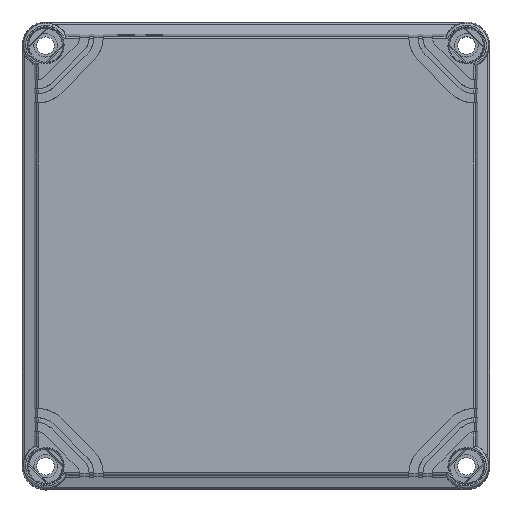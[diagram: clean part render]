
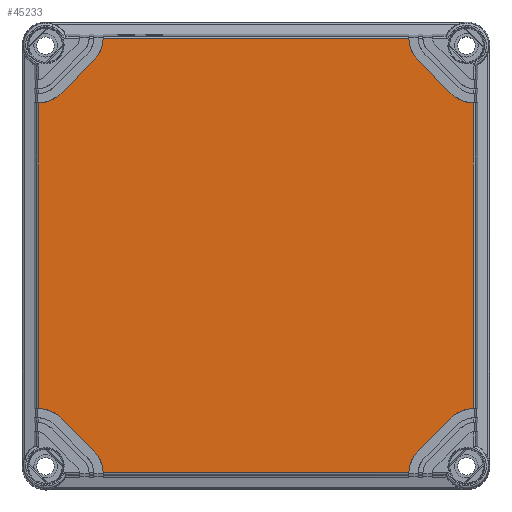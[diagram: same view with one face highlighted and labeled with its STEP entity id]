
A CAD part, top view. The second image highlights one B-rep face of the part: STEP entity #45233.
In plain terms, the highlighted planar face has unit normal (0, 0, 1).
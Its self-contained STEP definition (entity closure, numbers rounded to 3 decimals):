
#41770=AXIS2_PLACEMENT_3D('Circle Axis2P3D',#41768,#41769,$) ;
#42313=AXIS2_PLACEMENT_3D('Circle Axis2P3D',#42311,#42312,$) ;
#42673=AXIS2_PLACEMENT_3D('Circle Axis2P3D',#42671,#42672,$) ;
#42822=AXIS2_PLACEMENT_3D('Circle Axis2P3D',#42820,#42821,$) ;
#45011=AXIS2_PLACEMENT_3D('Circle Axis2P3D',#45009,#45010,$) ;
#45064=AXIS2_PLACEMENT_3D('Circle Axis2P3D',#45062,#45063,$) ;
#45170=AXIS2_PLACEMENT_3D('Plane Axis2P3D',#45167,#45168,#45169) ;
#45181=AXIS2_PLACEMENT_3D('Circle Axis2P3D',#45179,#45180,$) ;
#45195=AXIS2_PLACEMENT_3D('Circle Axis2P3D',#45193,#45194,$) ;
#41768=CARTESIAN_POINT('Axis2P3D Location',(20.654,6.7,132.)) ;
#41772=CARTESIAN_POINT('Vertex',(34.647,7.149,132.)) ;
#41774=CARTESIAN_POINT('Vertex',(30.553,16.599,132.)) ;
#41813=CARTESIAN_POINT('Vertex',(165.353,7.149,132.)) ;
#41816=CARTESIAN_POINT('Line Origine',(17.867,7.149,132.)) ;
#42308=CARTESIAN_POINT('Vertex',(169.447,16.599,132.)) ;
#42311=CARTESIAN_POINT('Axis2P3D Location',(179.346,6.7,132.)) ;
#42668=CARTESIAN_POINT('Vertex',(30.553,183.401,132.)) ;
#42671=CARTESIAN_POINT('Axis2P3D Location',(20.654,193.3,132.)) ;
#42675=CARTESIAN_POINT('Vertex',(34.647,192.851,132.)) ;
#42702=CARTESIAN_POINT('Vertex',(165.353,192.851,132.)) ;
#42705=CARTESIAN_POINT('Line Origine',(182.133,192.851,132.)) ;
#42820=CARTESIAN_POINT('Axis2P3D Location',(179.346,193.3,132.)) ;
#42824=CARTESIAN_POINT('Vertex',(169.447,183.401,132.)) ;
#45006=CARTESIAN_POINT('Vertex',(16.599,30.553,132.)) ;
#45009=CARTESIAN_POINT('Axis2P3D Location',(6.7,20.654,132.)) ;
#45013=CARTESIAN_POINT('Vertex',(7.149,34.647,132.)) ;
#45040=CARTESIAN_POINT('Vertex',(7.149,165.353,132.)) ;
#45043=CARTESIAN_POINT('Line Origine',(7.149,182.133,132.)) ;
#45062=CARTESIAN_POINT('Axis2P3D Location',(6.7,179.346,132.)) ;
#45066=CARTESIAN_POINT('Vertex',(16.599,169.447,132.)) ;
#45167=CARTESIAN_POINT('Axis2P3D Location',(100.,100.,132.)) ;
#45172=CARTESIAN_POINT('Line Origine',(176.424,23.576,132.)) ;
#45176=CARTESIAN_POINT('Vertex',(183.401,30.553,132.)) ;
#45179=CARTESIAN_POINT('Axis2P3D Location',(193.3,20.654,132.)) ;
#45183=CARTESIAN_POINT('Vertex',(192.851,34.647,132.)) ;
#45186=CARTESIAN_POINT('Line Origine',(192.851,100.,132.)) ;
#45190=CARTESIAN_POINT('Vertex',(192.851,165.353,132.)) ;
#45193=CARTESIAN_POINT('Axis2P3D Location',(193.3,179.346,132.)) ;
#45197=CARTESIAN_POINT('Vertex',(183.401,169.447,132.)) ;
#45200=CARTESIAN_POINT('Line Origine',(176.424,176.424,132.)) ;
#45205=CARTESIAN_POINT('Line Origine',(23.576,176.424,132.)) ;
#45210=CARTESIAN_POINT('Line Origine',(23.576,23.576,132.)) ;
#41769=DIRECTION('Axis2P3D Direction',(0.,0.,1.)) ;
#41817=DIRECTION('Vector Direction',(1.,0.,0.)) ;
#42312=DIRECTION('Axis2P3D Direction',(0.,0.,1.)) ;
#42672=DIRECTION('Axis2P3D Direction',(0.,0.,1.)) ;
#42706=DIRECTION('Vector Direction',(-1.,0.,0.)) ;
#42821=DIRECTION('Axis2P3D Direction',(0.,0.,1.)) ;
#45010=DIRECTION('Axis2P3D Direction',(0.,0.,1.)) ;
#45044=DIRECTION('Vector Direction',(0.,-1.,0.)) ;
#45063=DIRECTION('Axis2P3D Direction',(0.,0.,1.)) ;
#45168=DIRECTION('Axis2P3D Direction',(0.,0.,1.)) ;
#45169=DIRECTION('Axis2P3D XDirection',(1.,0.,0.)) ;
#45173=DIRECTION('Vector Direction',(-0.707,-0.707,0.)) ;
#45180=DIRECTION('Axis2P3D Direction',(0.,0.,1.)) ;
#45187=DIRECTION('Vector Direction',(0.,1.,0.)) ;
#45194=DIRECTION('Axis2P3D Direction',(0.,0.,1.)) ;
#45201=DIRECTION('Vector Direction',(0.707,-0.707,0.)) ;
#45206=DIRECTION('Vector Direction',(0.707,0.707,0.)) ;
#45211=DIRECTION('Vector Direction',(-0.707,0.707,0.)) ;
#41818=VECTOR('Line Direction',#41817,1.) ;
#42707=VECTOR('Line Direction',#42706,1.) ;
#45045=VECTOR('Line Direction',#45044,1.) ;
#45174=VECTOR('Line Direction',#45173,1.) ;
#45188=VECTOR('Line Direction',#45187,1.) ;
#45202=VECTOR('Line Direction',#45201,1.) ;
#45207=VECTOR('Line Direction',#45206,1.) ;
#45212=VECTOR('Line Direction',#45211,1.) ;
#45216=ORIENTED_EDGE('',*,*,#42315,.F.) ;
#45217=ORIENTED_EDGE('',*,*,#45178,.F.) ;
#45218=ORIENTED_EDGE('',*,*,#45185,.F.) ;
#45219=ORIENTED_EDGE('',*,*,#45192,.T.) ;
#45220=ORIENTED_EDGE('',*,*,#45199,.F.) ;
#45221=ORIENTED_EDGE('',*,*,#45204,.F.) ;
#45222=ORIENTED_EDGE('',*,*,#42826,.F.) ;
#45223=ORIENTED_EDGE('',*,*,#42709,.F.) ;
#45224=ORIENTED_EDGE('',*,*,#42677,.F.) ;
#45225=ORIENTED_EDGE('',*,*,#45209,.F.) ;
#45226=ORIENTED_EDGE('',*,*,#45068,.F.) ;
#45227=ORIENTED_EDGE('',*,*,#45047,.T.) ;
#45228=ORIENTED_EDGE('',*,*,#45015,.F.) ;
#45229=ORIENTED_EDGE('',*,*,#45214,.F.) ;
#45230=ORIENTED_EDGE('',*,*,#41776,.F.) ;
#45231=ORIENTED_EDGE('',*,*,#41820,.T.) ;
#45233=ADVANCED_FACE('DE_FPC_20-20-13\\MANIFOLD_SOLID_BREP #89794',(#45232),#45171,.T.) ;
#41771=CIRCLE('generated circle',#41770,14.) ;
#42314=CIRCLE('generated circle',#42313,14.) ;
#42674=CIRCLE('generated circle',#42673,14.) ;
#42823=CIRCLE('generated circle',#42822,14.) ;
#45012=CIRCLE('generated circle',#45011,14.) ;
#45065=CIRCLE('generated circle',#45064,14.) ;
#45182=CIRCLE('generated circle',#45181,14.) ;
#45196=CIRCLE('generated circle',#45195,14.) ;
#41776=EDGE_CURVE('',#41773,#41775,#41771,.T.) ;
#41820=EDGE_CURVE('',#41773,#41814,#41819,.T.) ;
#42315=EDGE_CURVE('',#42309,#41814,#42314,.T.) ;
#42677=EDGE_CURVE('',#42669,#42676,#42674,.T.) ;
#42709=EDGE_CURVE('',#42676,#42703,#42708,.F.) ;
#42826=EDGE_CURVE('',#42703,#42825,#42823,.T.) ;
#45015=EDGE_CURVE('',#45007,#45014,#45012,.T.) ;
#45047=EDGE_CURVE('',#45041,#45014,#45046,.T.) ;
#45068=EDGE_CURVE('',#45041,#45067,#45065,.T.) ;
#45178=EDGE_CURVE('',#45177,#42309,#45175,.T.) ;
#45185=EDGE_CURVE('',#45184,#45177,#45182,.T.) ;
#45192=EDGE_CURVE('',#45184,#45191,#45189,.T.) ;
#45199=EDGE_CURVE('',#45198,#45191,#45196,.T.) ;
#45204=EDGE_CURVE('',#42825,#45198,#45203,.T.) ;
#45209=EDGE_CURVE('',#45067,#42669,#45208,.T.) ;
#45214=EDGE_CURVE('',#41775,#45007,#45213,.T.) ;
#45215=EDGE_LOOP('',(#45216,#45217,#45218,#45219,#45220,#45221,#45222,#45223,#45224,#45225,#45226,#45227,#45228,#45229,#45230,#45231)) ;
#45232=FACE_OUTER_BOUND('',#45215,.T.) ;
#41819=LINE('Line',#41816,#41818) ;
#42708=LINE('Line',#42705,#42707) ;
#45046=LINE('Line',#45043,#45045) ;
#45175=LINE('Line',#45172,#45174) ;
#45189=LINE('Line',#45186,#45188) ;
#45203=LINE('Line',#45200,#45202) ;
#45208=LINE('Line',#45205,#45207) ;
#45213=LINE('Line',#45210,#45212) ;
#45171=PLANE('',#45170) ;
#41773=VERTEX_POINT('',#41772) ;
#41775=VERTEX_POINT('',#41774) ;
#41814=VERTEX_POINT('',#41813) ;
#42309=VERTEX_POINT('',#42308) ;
#42669=VERTEX_POINT('',#42668) ;
#42676=VERTEX_POINT('',#42675) ;
#42703=VERTEX_POINT('',#42702) ;
#42825=VERTEX_POINT('',#42824) ;
#45007=VERTEX_POINT('',#45006) ;
#45014=VERTEX_POINT('',#45013) ;
#45041=VERTEX_POINT('',#45040) ;
#45067=VERTEX_POINT('',#45066) ;
#45177=VERTEX_POINT('',#45176) ;
#45184=VERTEX_POINT('',#45183) ;
#45191=VERTEX_POINT('',#45190) ;
#45198=VERTEX_POINT('',#45197) ;
